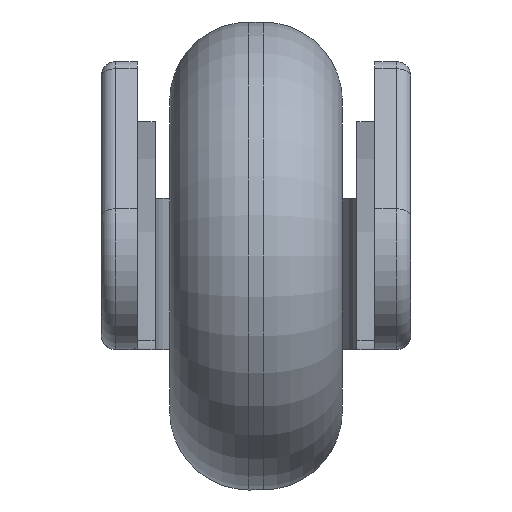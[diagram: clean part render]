
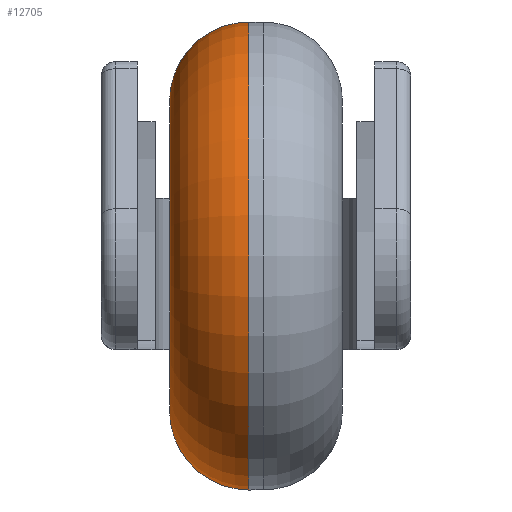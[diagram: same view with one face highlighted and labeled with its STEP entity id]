
A CAD part, front view. The second image highlights one B-rep face of the part: STEP entity #12705.
In plain terms, the highlighted toroidal (fillet/blend) face has major radius 21.5 mm and minor radius 11 mm.
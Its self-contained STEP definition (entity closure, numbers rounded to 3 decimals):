
#33=TOROIDAL_SURFACE('',#13203,21.5,11.);
#241=CIRCLE('',#13204,21.5);
#242=CIRCLE('',#13205,11.);
#243=CIRCLE('',#13206,32.5);
#244=CIRCLE('',#13207,32.5);
#1271=FACE_OUTER_BOUND('',#2015,.T.);
#2015=EDGE_LOOP('',(#11659,#11660,#11661,#11662,#11663));
#6051=VERTEX_POINT('',#26765);
#6052=VERTEX_POINT('',#26767);
#6053=VERTEX_POINT('',#26769);
#7923=EDGE_CURVE('',#6051,#6051,#241,.T.);
#7924=EDGE_CURVE('',#6051,#6052,#242,.T.);
#7925=EDGE_CURVE('',#6052,#6053,#243,.T.);
#7926=EDGE_CURVE('',#6053,#6052,#244,.T.);
#11659=ORIENTED_EDGE('',*,*,#7923,.T.);
#11660=ORIENTED_EDGE('',*,*,#7924,.T.);
#11661=ORIENTED_EDGE('',*,*,#7925,.T.);
#11662=ORIENTED_EDGE('',*,*,#7926,.T.);
#11663=ORIENTED_EDGE('',*,*,#7924,.F.);
#12705=ADVANCED_FACE('',(#1271),#33,.T.);
#13203=AXIS2_PLACEMENT_3D('',#26764,#15257,#15258);
#13204=AXIS2_PLACEMENT_3D('',#26766,#15259,#15260);
#13205=AXIS2_PLACEMENT_3D('',#26768,#15261,#15262);
#13206=AXIS2_PLACEMENT_3D('',#26770,#15263,#15264);
#13207=AXIS2_PLACEMENT_3D('',#26771,#15265,#15266);
#15257=DIRECTION('center_axis',(-1.,0.,0.));
#15258=DIRECTION('ref_axis',(0.,0.,1.));
#15259=DIRECTION('center_axis',(1.,0.,0.));
#15260=DIRECTION('ref_axis',(0.,1.,0.));
#15261=DIRECTION('center_axis',(0.,-1.,0.));
#15262=DIRECTION('ref_axis',(0.,0.,-1.));
#15263=DIRECTION('center_axis',(-1.,0.,0.));
#15264=DIRECTION('ref_axis',(0.,1.,0.));
#15265=DIRECTION('center_axis',(-1.,0.,0.));
#15266=DIRECTION('ref_axis',(0.,1.,0.));
#26764=CARTESIAN_POINT('Origin',(-1.,-135.,-8.));
#26765=CARTESIAN_POINT('',(-12.,-135.,-29.5));
#26766=CARTESIAN_POINT('Origin',(-12.,-135.,-8.));
#26767=CARTESIAN_POINT('',(-1.,-135.,-40.5));
#26768=CARTESIAN_POINT('Origin',(-1.,-135.,-29.5));
#26769=CARTESIAN_POINT('',(-1.,-167.5,-8.));
#26770=CARTESIAN_POINT('Origin',(-1.,-135.,-8.));
#26771=CARTESIAN_POINT('Origin',(-1.,-135.,-8.));
